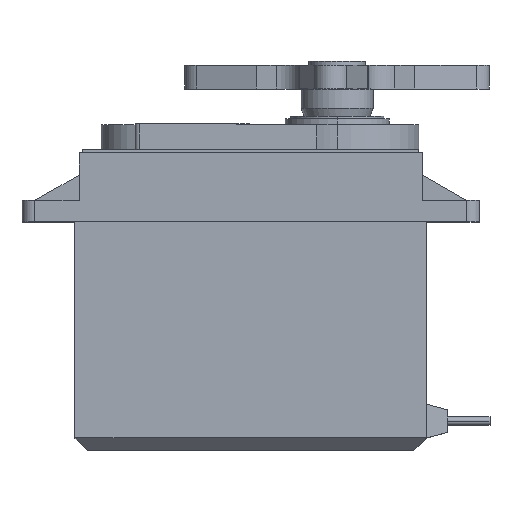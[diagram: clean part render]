
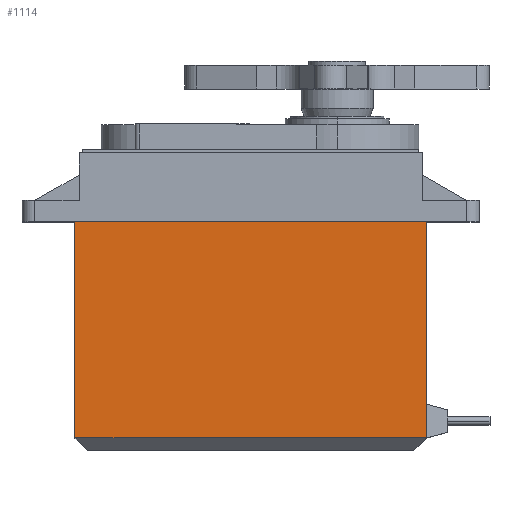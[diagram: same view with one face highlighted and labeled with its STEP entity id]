
A CAD part, top view. The second image highlights one B-rep face of the part: STEP entity #1114.
In plain terms, the highlighted planar face has unit normal (0, 0, 1).
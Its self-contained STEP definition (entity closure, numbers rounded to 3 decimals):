
#89 = VERTEX_POINT ( 'NONE', #4184 ) ;
#333 = CARTESIAN_POINT ( 'NONE',  ( -20.75, 1.5, 10.25 ) ) ;
#341 = CARTESIAN_POINT ( 'NONE',  ( -20.75, 27., 10.25 ) ) ;
#1114 = ADVANCED_FACE ( 'NONE', ( #5900 ), #2071, .F. ) ;
#1270 = ORIENTED_EDGE ( 'NONE', *, *, #4677, .T. ) ;
#1408 = ORIENTED_EDGE ( 'NONE', *, *, #5300, .F. ) ;
#1625 = AXIS2_PLACEMENT_3D ( 'NONE', #3955, #5871, #3089 ) ;
#1720 = CARTESIAN_POINT ( 'NONE',  ( 20.75, 1.5, 10.25 ) ) ;
#2071 = PLANE ( 'NONE',  #1625 ) ;
#2213 = DIRECTION ( 'NONE',  ( 1., 0., 0. ) ) ;
#2277 = DIRECTION ( 'NONE',  ( 0., -1., 0. ) ) ;
#2368 = VERTEX_POINT ( 'NONE', #4816 ) ;
#2451 = LINE ( 'NONE', #2905, #5603 ) ;
#2556 = VERTEX_POINT ( 'NONE', #1720 ) ;
#2734 = ORIENTED_EDGE ( 'NONE', *, *, #5274, .F. ) ;
#2882 = CARTESIAN_POINT ( 'NONE',  ( -20.75, 27., 10.25 ) ) ;
#2905 = CARTESIAN_POINT ( 'NONE',  ( -20.75, 27., 10.25 ) ) ;
#3089 = DIRECTION ( 'NONE',  ( -1., 0., 0. ) ) ;
#3161 = VERTEX_POINT ( 'NONE', #2882 ) ;
#3232 = LINE ( 'NONE', #5169, #5282 ) ;
#3398 = VECTOR ( 'NONE', #3718, 1000. ) ;
#3718 = DIRECTION ( 'NONE',  ( 1., 0., 0. ) ) ;
#3778 = VECTOR ( 'NONE', #2213, 1000. ) ;
#3955 = CARTESIAN_POINT ( 'NONE',  ( -20.75, 27., 10.25 ) ) ;
#4184 = CARTESIAN_POINT ( 'NONE',  ( 20.75, 27., 10.25 ) ) ;
#4519 = EDGE_CURVE ( 'NONE', #2368, #2556, #4573, .T. ) ;
#4573 = LINE ( 'NONE', #333, #3398 ) ;
#4677 = EDGE_CURVE ( 'NONE', #3161, #2368, #2451, .T. ) ;
#4816 = CARTESIAN_POINT ( 'NONE',  ( -20.75, 1.5, 10.25 ) ) ;
#4821 = DIRECTION ( 'NONE',  ( 0., -1., 0. ) ) ;
#5145 = ORIENTED_EDGE ( 'NONE', *, *, #4519, .T. ) ;
#5169 = CARTESIAN_POINT ( 'NONE',  ( 20.75, 27., 10.25 ) ) ;
#5274 = EDGE_CURVE ( 'NONE', #89, #2556, #3232, .T. ) ;
#5282 = VECTOR ( 'NONE', #2277, 1000. ) ;
#5299 = EDGE_LOOP ( 'NONE', ( #1270, #5145, #2734, #1408 ) ) ;
#5300 = EDGE_CURVE ( 'NONE', #3161, #89, #6130, .T. ) ;
#5603 = VECTOR ( 'NONE', #4821, 1000. ) ;
#5871 = DIRECTION ( 'NONE',  ( 0., 0., -1. ) ) ;
#5900 = FACE_OUTER_BOUND ( 'NONE', #5299, .T. ) ;
#6130 = LINE ( 'NONE', #341, #3778 ) ;
